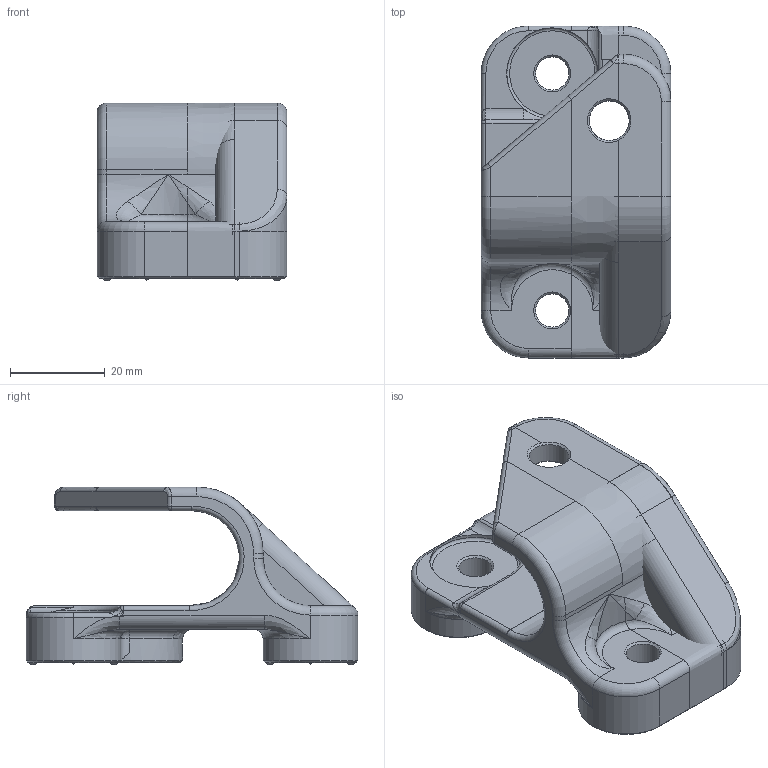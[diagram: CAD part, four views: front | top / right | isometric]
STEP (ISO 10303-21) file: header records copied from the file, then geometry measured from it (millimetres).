
FILE_DESCRIPTION(/* description */ (''),/* implementation_level */ '2;1');
FILE_NAME(/* name */ 'CurtainRodBracket_F3-01_008 (Top Mount, Open).step',/* time_stamp */ '2020-11-01T16:50:16-05:00',/* author */ (''),/* organization */ (''),/* preprocessor_version */ 'ST-DEVELOPER v18.1',/* originating_system */ 'Autodesk Translation Framework v9.3.0.1241',/* authorisation */ '');
FILE_SCHEMA (('AUTOMOTIVE_DESIGN { 1 0 10303 214 3 1 1 }'));
Length unit declared in the file: millimetre
Products named in the file (1): (Unsaved)
Bounding box: 40 x 70 x 37.5 mm (x, y, z)
Volume: 38935.4 mm3; surface area: 14789.3 mm2
Topology: 2 solids, 2 shells, 261 faces, 631 edges, 373 vertices
Faces by surface type: plane 94, cylinder 78, bspline 42, torus 26, cone 13, sphere 8
Full cylindrical faces by diameter (mm): 7 x2, 8.4 x2, 19.196 x1
Entity records: 9324 total; most frequent: CARTESIAN_POINT 3427, ORIENTED_EDGE 1242, DIRECTION 1182, EDGE_CURVE 621, AXIS2_PLACEMENT_3D 438, VERTEX_POINT 374, LINE 306, VECTOR 306
